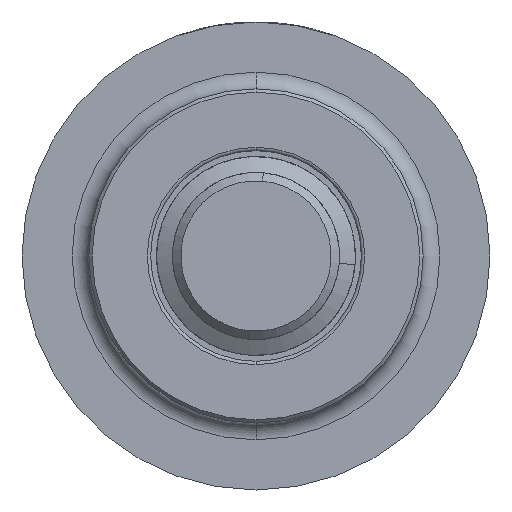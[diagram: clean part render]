
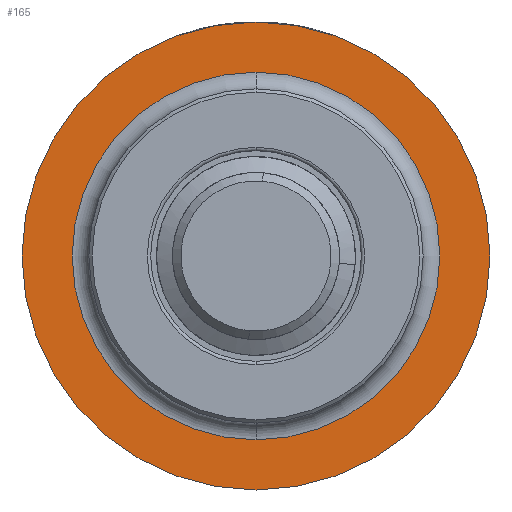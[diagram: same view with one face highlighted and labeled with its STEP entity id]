
A CAD part, front view. The second image highlights one B-rep face of the part: STEP entity #165.
In plain terms, the highlighted planar face has unit normal (0, -1, 0).
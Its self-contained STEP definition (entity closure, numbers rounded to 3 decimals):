
#2 = PLANE ( 'NONE',  #2511 ) ;
#162 = AXIS2_PLACEMENT_3D ( 'NONE', #7197, #6505, #7823 ) ;
#165 = ADVANCED_FACE ( 'NONE', ( #7081, #2494 ), #2, .T. ) ;
#1264 = DIRECTION ( 'NONE',  ( 0., 0., -1. ) ) ;
#1439 = EDGE_LOOP ( 'NONE', ( #5887, #3431 ) ) ;
#1658 = CARTESIAN_POINT ( 'NONE',  ( 0., 7.42, 0. ) ) ;
#1909 = DIRECTION ( 'NONE',  ( 0., -1., 0. ) ) ;
#2281 = EDGE_CURVE ( 'NONE', #6493, #3665, #7918, .T. ) ;
#2494 = FACE_BOUND ( 'NONE', #5222, .T. ) ;
#2511 = AXIS2_PLACEMENT_3D ( 'NONE', #3264, #2614, #3179 ) ;
#2570 = CARTESIAN_POINT ( 'NONE',  ( 0., 7.42, 0. ) ) ;
#2614 = DIRECTION ( 'NONE',  ( 0., -1., 0. ) ) ;
#2953 = EDGE_CURVE ( 'NONE', #3665, #6493, #7019, .T. ) ;
#3040 = CIRCLE ( 'NONE', #6570, 14. ) ;
#3179 = DIRECTION ( 'NONE',  ( 0., 0., -1. ) ) ;
#3264 = CARTESIAN_POINT ( 'NONE',  ( 11., 7.42, 0. ) ) ;
#3285 = VERTEX_POINT ( 'NONE', #7358 ) ;
#3292 = ORIENTED_EDGE ( 'NONE', *, *, #2281, .F. ) ;
#3431 = ORIENTED_EDGE ( 'NONE', *, *, #5059, .T. ) ;
#3636 = CIRCLE ( 'NONE', #4142, 14. ) ;
#3665 = VERTEX_POINT ( 'NONE', #5103 ) ;
#4142 = AXIS2_PLACEMENT_3D ( 'NONE', #1658, #6142, #5583 ) ;
#4695 = EDGE_CURVE ( 'NONE', #6541, #3285, #3040, .T. ) ;
#4698 = DIRECTION ( 'NONE',  ( 0., 0., -1. ) ) ;
#5059 = EDGE_CURVE ( 'NONE', #3285, #6541, #3636, .T. ) ;
#5103 = CARTESIAN_POINT ( 'NONE',  ( 0., 7.42, -11. ) ) ;
#5190 = AXIS2_PLACEMENT_3D ( 'NONE', #2570, #1909, #1264 ) ;
#5222 = EDGE_LOOP ( 'NONE', ( #6789, #3292 ) ) ;
#5311 = DIRECTION ( 'NONE',  ( 0., -1., 0. ) ) ;
#5401 = CARTESIAN_POINT ( 'NONE',  ( 0., 7.42, 0. ) ) ;
#5583 = DIRECTION ( 'NONE',  ( 0., 0., -1. ) ) ;
#5866 = CARTESIAN_POINT ( 'NONE',  ( 0., 7.42, 11. ) ) ;
#5887 = ORIENTED_EDGE ( 'NONE', *, *, #4695, .T. ) ;
#5929 = CARTESIAN_POINT ( 'NONE',  ( 0., 7.42, -14. ) ) ;
#6142 = DIRECTION ( 'NONE',  ( 0., -1., 0. ) ) ;
#6493 = VERTEX_POINT ( 'NONE', #5866 ) ;
#6505 = DIRECTION ( 'NONE',  ( 0., -1., 0. ) ) ;
#6541 = VERTEX_POINT ( 'NONE', #5929 ) ;
#6570 = AXIS2_PLACEMENT_3D ( 'NONE', #5401, #5311, #4698 ) ;
#6789 = ORIENTED_EDGE ( 'NONE', *, *, #2953, .F. ) ;
#7019 = CIRCLE ( 'NONE', #162, 11. ) ;
#7081 = FACE_OUTER_BOUND ( 'NONE', #1439, .T. ) ;
#7197 = CARTESIAN_POINT ( 'NONE',  ( 0., 7.42, 0. ) ) ;
#7358 = CARTESIAN_POINT ( 'NONE',  ( 0., 7.42, 14. ) ) ;
#7823 = DIRECTION ( 'NONE',  ( 0., 0., -1. ) ) ;
#7918 = CIRCLE ( 'NONE', #5190, 11. ) ;
